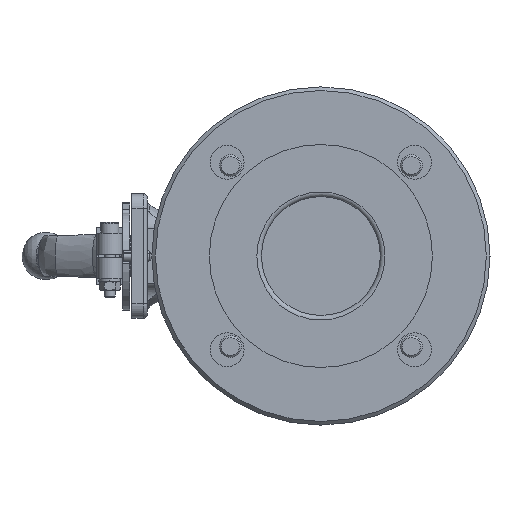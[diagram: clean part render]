
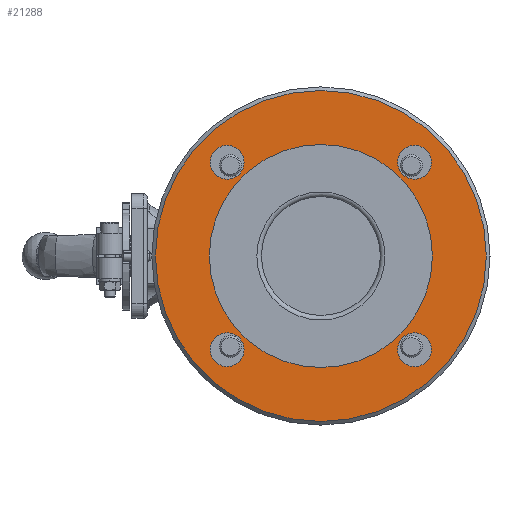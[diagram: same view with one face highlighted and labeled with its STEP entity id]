
A CAD part, left-side view. The second image highlights one B-rep face of the part: STEP entity #21288.
In plain terms, the highlighted planar face has unit normal (-1, 0, 0).
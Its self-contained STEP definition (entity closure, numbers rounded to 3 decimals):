
#1341=FACE_BOUND('',#3612,.T.);
#1342=FACE_BOUND('',#3613,.T.);
#1343=FACE_BOUND('',#3614,.T.);
#1344=FACE_BOUND('',#3615,.T.);
#1345=FACE_BOUND('',#3616,.T.);
#1602=PLANE('',#22727);
#2385=FACE_OUTER_BOUND('',#3611,.T.);
#3611=EDGE_LOOP('',(#15700));
#3612=EDGE_LOOP('',(#15701));
#3613=EDGE_LOOP('',(#15702));
#3614=EDGE_LOOP('',(#15703));
#3615=EDGE_LOOP('',(#15704));
#3616=EDGE_LOOP('',(#15705));
#4765=CIRCLE('',#22726,90.5);
#4766=CIRCLE('',#22728,9.25);
#4767=CIRCLE('',#22729,9.25);
#4768=CIRCLE('',#22730,9.25);
#4769=CIRCLE('',#22731,9.25);
#4770=CIRCLE('',#22732,61.);
#9019=VERTEX_POINT('',#34195);
#9020=VERTEX_POINT('',#34199);
#9021=VERTEX_POINT('',#34201);
#9022=VERTEX_POINT('',#34203);
#9023=VERTEX_POINT('',#34205);
#9024=VERTEX_POINT('',#34207);
#11436=EDGE_CURVE('',#9019,#9019,#4765,.T.);
#11437=EDGE_CURVE('',#9020,#9020,#4766,.T.);
#11438=EDGE_CURVE('',#9021,#9021,#4767,.T.);
#11439=EDGE_CURVE('',#9022,#9022,#4768,.T.);
#11440=EDGE_CURVE('',#9023,#9023,#4769,.T.);
#11441=EDGE_CURVE('',#9024,#9024,#4770,.T.);
#15700=ORIENTED_EDGE('',*,*,#11436,.F.);
#15701=ORIENTED_EDGE('',*,*,#11437,.T.);
#15702=ORIENTED_EDGE('',*,*,#11438,.T.);
#15703=ORIENTED_EDGE('',*,*,#11439,.T.);
#15704=ORIENTED_EDGE('',*,*,#11440,.T.);
#15705=ORIENTED_EDGE('',*,*,#11441,.T.);
#21288=ADVANCED_FACE('',(#2385,#1341,#1342,#1343,#1344,#1345),#1602,.T.);
#22726=AXIS2_PLACEMENT_3D('',#34197,#25713,#25714);
#22727=AXIS2_PLACEMENT_3D('',#34198,#25715,#25716);
#22728=AXIS2_PLACEMENT_3D('',#34200,#25717,#25718);
#22729=AXIS2_PLACEMENT_3D('',#34202,#25719,#25720);
#22730=AXIS2_PLACEMENT_3D('',#34204,#25721,#25722);
#22731=AXIS2_PLACEMENT_3D('',#34206,#25723,#25724);
#22732=AXIS2_PLACEMENT_3D('',#34208,#25725,#25726);
#25713=DIRECTION('center_axis',(1.,0.,0.));
#25714=DIRECTION('ref_axis',(0.,1.,0.));
#25715=DIRECTION('center_axis',(-1.,0.,0.));
#25716=DIRECTION('ref_axis',(0.,0.,1.));
#25717=DIRECTION('center_axis',(1.,0.,0.));
#25718=DIRECTION('ref_axis',(0.,0.,-1.));
#25719=DIRECTION('center_axis',(1.,0.,0.));
#25720=DIRECTION('ref_axis',(0.,0.,-1.));
#25721=DIRECTION('center_axis',(1.,0.,0.));
#25722=DIRECTION('ref_axis',(0.,0.,-1.));
#25723=DIRECTION('center_axis',(1.,0.,0.));
#25724=DIRECTION('ref_axis',(0.,0.,-1.));
#25725=DIRECTION('center_axis',(1.,0.,0.));
#25726=DIRECTION('ref_axis',(0.,1.,0.));
#34195=CARTESIAN_POINT('',(2.,-90.5,0.));
#34197=CARTESIAN_POINT('Origin',(2.,0.,0.));
#34198=CARTESIAN_POINT('Origin',(2.,75.75,0.));
#34199=CARTESIAN_POINT('',(2.,-51.265,60.515));
#34200=CARTESIAN_POINT('Origin',(2.,-51.265,51.265));
#34201=CARTESIAN_POINT('',(2.,51.265,-42.015));
#34202=CARTESIAN_POINT('Origin',(2.,51.265,-51.265));
#34203=CARTESIAN_POINT('',(2.,-51.265,-42.015));
#34204=CARTESIAN_POINT('Origin',(2.,-51.265,-51.265));
#34205=CARTESIAN_POINT('',(2.,51.265,60.515));
#34206=CARTESIAN_POINT('Origin',(2.,51.265,51.265));
#34207=CARTESIAN_POINT('',(2.,-61.,0.));
#34208=CARTESIAN_POINT('Origin',(2.,0.,0.));
